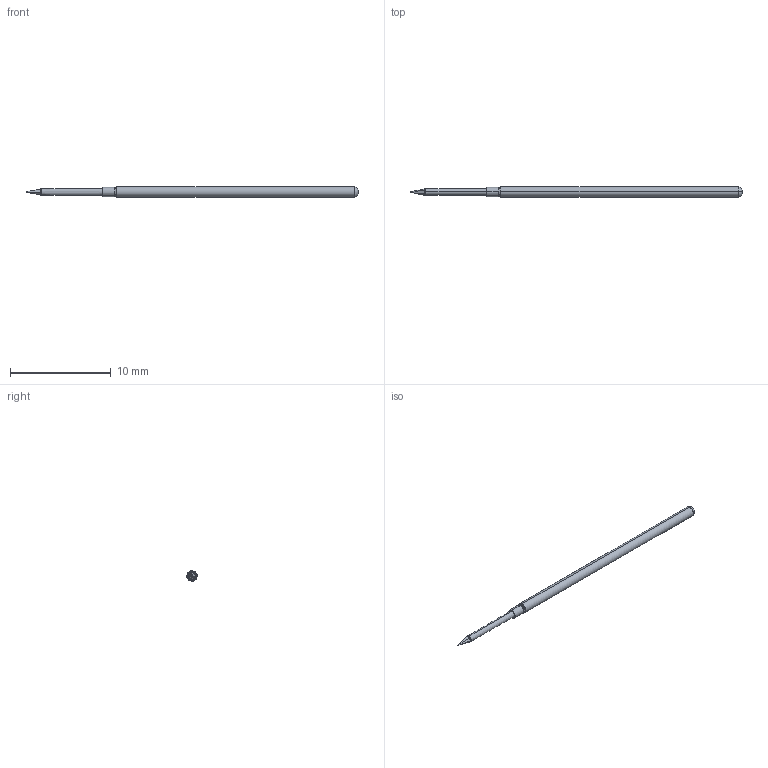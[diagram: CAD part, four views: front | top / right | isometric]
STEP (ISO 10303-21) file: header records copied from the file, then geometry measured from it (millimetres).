
FILE_DESCRIPTION (( 'STEP AP214' ), '1' );
FILE_NAME ('075-PR_2553_.STEP', '2016-09-06T19:31:11', ( '' ), ( '' ), 'SwSTEP 2.0', 'SolidWorks 2016', '' );
FILE_SCHEMA (( 'AUTOMOTIVE_DESIGN' ));
Length unit declared in the file: inch
Products named in the file (1): 075-PR_2553_
Bounding box: 33.02 x 1.02 x 1.02 mm (x, y, z)
Volume: 22.8 mm3; surface area: 96 mm2
Topology: 1 solids, 1 shells, 33 faces, 79 edges, 49 vertices
Faces by surface type: plane 15, cone 6, cylinder 6, torus 6
Entity records: 1426 total; most frequent: CARTESIAN_POINT 222, ORIENTED_EDGE 158, DIRECTION 153, EDGE_CURVE 79, AXIS2_PLACEMENT_3D 60, VERTEX_POINT 49, DIMENSIONAL_EXPONENTS 36, UNCERTAINTY_MEASURE_WITH_UNIT 36
